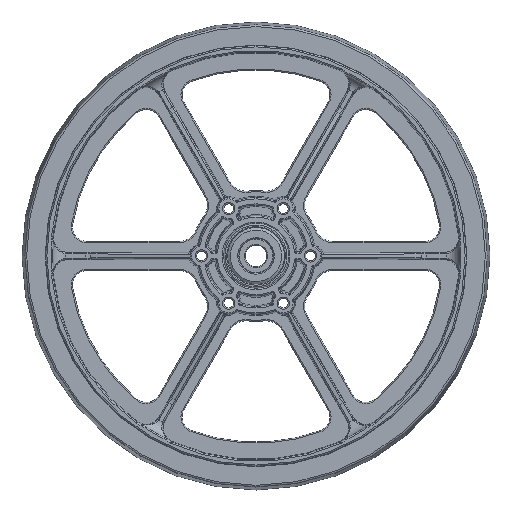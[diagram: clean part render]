
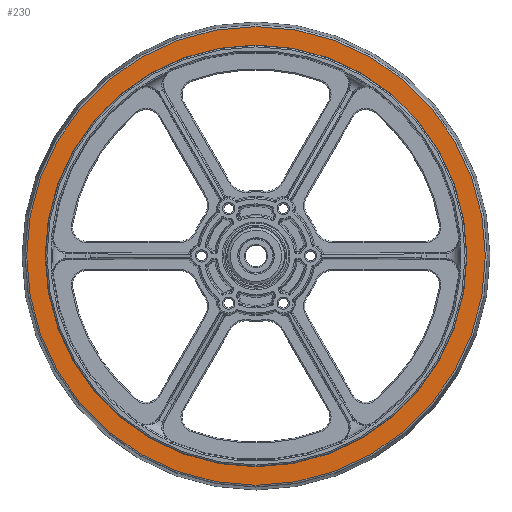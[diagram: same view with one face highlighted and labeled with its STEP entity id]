
A CAD part, top view. The second image highlights one B-rep face of the part: STEP entity #230.
In plain terms, the highlighted planar face has unit normal (0, 0, 1).
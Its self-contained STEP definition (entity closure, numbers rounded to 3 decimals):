
#230 = ADVANCED_FACE( '', ( #1214, #1215 ), #1216, .F. );
#1214 = FACE_OUTER_BOUND( '', #3292, .T. );
#1215 = FACE_BOUND( '', #3293, .T. );
#1216 = PLANE( '', #3294 );
#3292 = EDGE_LOOP( '', ( #13676 ) );
#3293 = EDGE_LOOP( '', ( #13677 ) );
#3294 = AXIS2_PLACEMENT_3D( '', #13678, #13679, #13680 );
#13676 = ORIENTED_EDGE( '', *, *, #20174, .T. );
#13677 = ORIENTED_EDGE( '', *, *, #20175, .T. );
#13678 = CARTESIAN_POINT( '', ( -92.075, 0., 12.7 ) );
#13679 = DIRECTION( '', ( 0., 0., -1. ) );
#13680 = DIRECTION( '', ( -1., 0., 0. ) );
#20174 = EDGE_CURVE( '', #22423, #22423, #22424, .F. );
#20175 = EDGE_CURVE( '', #22425, #22425, #22426, .T. );
#22423 = VERTEX_POINT( '', #26028 );
#22424 = CIRCLE( '', #26029, 100.152 );
#22425 = VERTEX_POINT( '', #26030 );
#22426 = CIRCLE( '', #26031, 92.075 );
#26028 = CARTESIAN_POINT( '', ( -100.152, 0., 12.7 ) );
#26029 = AXIS2_PLACEMENT_3D( '', #45179, #45180, #45181 );
#26030 = CARTESIAN_POINT( '', ( -92.075, 0., 12.7 ) );
#26031 = AXIS2_PLACEMENT_3D( '', #45182, #45183, #45184 );
#45179 = CARTESIAN_POINT( '', ( 0., 0., 12.7 ) );
#45180 = DIRECTION( '', ( 0., 0., -1. ) );
#45181 = DIRECTION( '', ( -1., 0., 0. ) );
#45182 = CARTESIAN_POINT( '', ( 0., 0., 12.7 ) );
#45183 = DIRECTION( '', ( 0., 0., -1. ) );
#45184 = DIRECTION( '', ( -1., 0., 0. ) );
